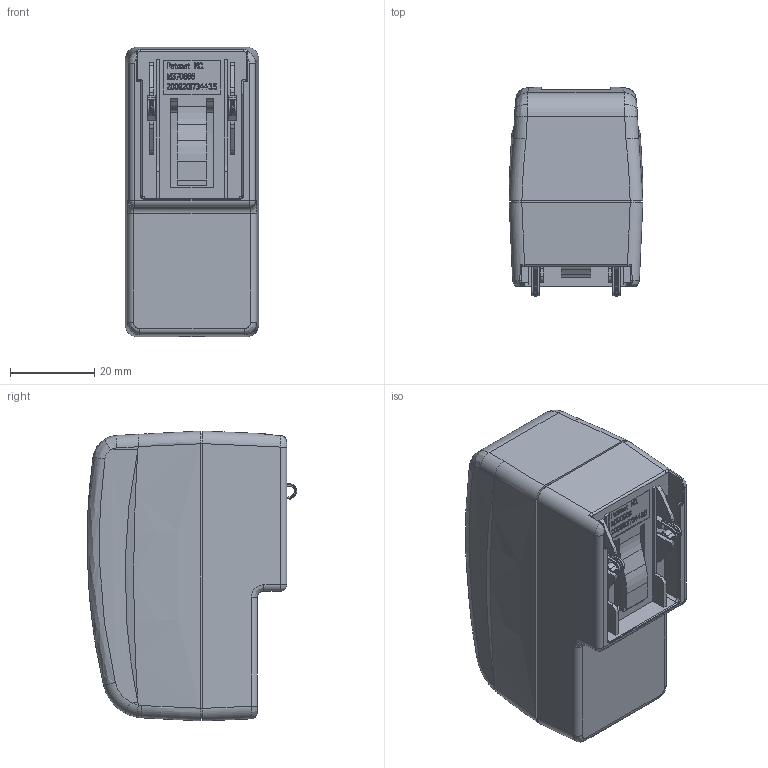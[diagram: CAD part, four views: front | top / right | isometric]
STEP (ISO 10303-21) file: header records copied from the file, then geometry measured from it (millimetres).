
FILE_DESCRIPTION((''),'2;1');
FILE_NAME('GT-86120-WWVV-G-BLADE_ASM','2022-12-21T15:53:00',('jirenqiang'),(''),'CREO PARAMETRIC BY PTC INC, 2018050','CREO PARAMETRIC BY PTC INC, 2018050','');
FILE_SCHEMA(('CONFIG_CONTROL_DESIGN'));
Products named in the file (7): BOT-12PFA_36; SPRING_1_1_2; ASM0001_ASM_104_ASM_1_ASM_2_ASM; 9PFB-UK-TOP_1; PCB_1; GT-86120-WWVV-G-BLADE-1_ASM; GT-86120-WWVV-G-BLADE_ASM
Assembly tree (7 placements, depth 4):
  GT-86120-WWVV-G-BLADE_ASM
    GT-86120-WWVV-G-BLADE-1_ASM
      ASM0001_ASM_104_ASM_1_ASM_2_ASM
        BOT-12PFA_36
        SPRING_1_1_2  x2
      9PFB-UK-TOP_1
      PCB_1
Bounding box: 31.8 x 49.9 x 69 mm (x, y, z)
Volume: 30079.1 mm3; surface area: 30478 mm2
Topology: 5 solids, 5 shells, 1921 faces, 5285 edges, 3422 vertices
Faces by surface type: plane 1531, cylinder 200, bspline 134, torus 42, sphere 6, extrusion 4, cone 4
Entity records: 60154 total; most frequent: CARTESIAN_POINT 15181, ORIENTED_EDGE 9864, DIRECTION 8334, EDGE_CURVE 4932, VECTOR 4310, LINE 4306, VERTEX_POINT 3209, AXIS2_PLACEMENT_3D 2012
